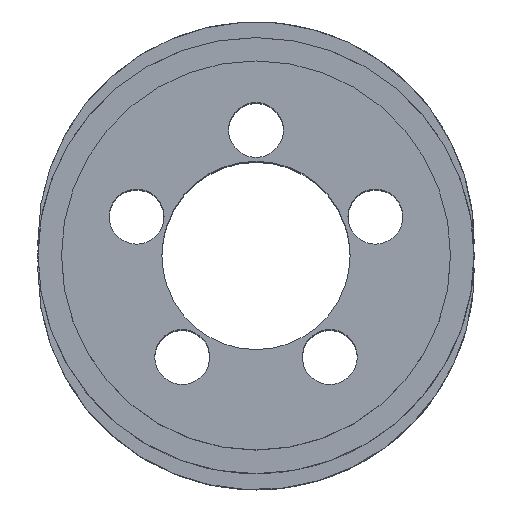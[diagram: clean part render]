
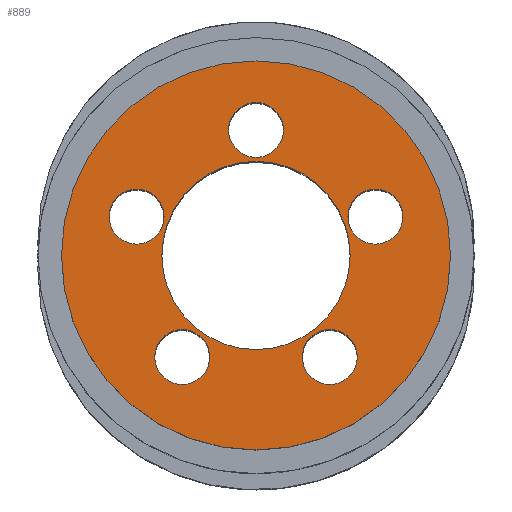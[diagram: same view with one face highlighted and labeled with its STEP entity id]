
A CAD part, top view. The second image highlights one B-rep face of the part: STEP entity #889.
In plain terms, the highlighted planar face has unit normal (0, 0, 1).
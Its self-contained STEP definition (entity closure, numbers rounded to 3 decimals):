
#63=FACE_BOUND('',#210,.T.);
#64=FACE_BOUND('',#211,.T.);
#65=FACE_BOUND('',#212,.T.);
#66=FACE_BOUND('',#213,.T.);
#67=FACE_BOUND('',#214,.T.);
#68=FACE_BOUND('',#215,.T.);
#103=PLANE('',#1036);
#138=FACE_OUTER_BOUND('',#209,.T.);
#209=EDGE_LOOP('',(#717));
#210=EDGE_LOOP('',(#718));
#211=EDGE_LOOP('',(#719));
#212=EDGE_LOOP('',(#720));
#213=EDGE_LOOP('',(#721));
#214=EDGE_LOOP('',(#722));
#215=EDGE_LOOP('',(#723));
#369=CIRCLE('',#1023,1.75);
#370=CIRCLE('',#1025,1.75);
#371=CIRCLE('',#1027,1.75);
#372=CIRCLE('',#1029,1.75);
#373=CIRCLE('',#1031,6.);
#374=CIRCLE('',#1033,1.75);
#375=CIRCLE('',#1035,12.4);
#445=VERTEX_POINT('',#1521);
#446=VERTEX_POINT('',#1525);
#447=VERTEX_POINT('',#1529);
#448=VERTEX_POINT('',#1533);
#449=VERTEX_POINT('',#1537);
#450=VERTEX_POINT('',#1541);
#451=VERTEX_POINT('',#1545);
#534=EDGE_CURVE('',#445,#445,#369,.T.);
#536=EDGE_CURVE('',#446,#446,#370,.T.);
#538=EDGE_CURVE('',#447,#447,#371,.T.);
#540=EDGE_CURVE('',#448,#448,#372,.T.);
#542=EDGE_CURVE('',#449,#449,#373,.T.);
#544=EDGE_CURVE('',#450,#450,#374,.T.);
#546=EDGE_CURVE('',#451,#451,#375,.T.);
#717=ORIENTED_EDGE('',*,*,#546,.T.);
#718=ORIENTED_EDGE('',*,*,#544,.T.);
#719=ORIENTED_EDGE('',*,*,#542,.T.);
#720=ORIENTED_EDGE('',*,*,#540,.T.);
#721=ORIENTED_EDGE('',*,*,#538,.T.);
#722=ORIENTED_EDGE('',*,*,#536,.T.);
#723=ORIENTED_EDGE('',*,*,#534,.T.);
#889=ADVANCED_FACE('',(#138,#63,#64,#65,#66,#67,#68),#103,.T.);
#1023=AXIS2_PLACEMENT_3D('',#1522,#1235,#1236);
#1025=AXIS2_PLACEMENT_3D('',#1526,#1240,#1241);
#1027=AXIS2_PLACEMENT_3D('',#1530,#1245,#1246);
#1029=AXIS2_PLACEMENT_3D('',#1534,#1250,#1251);
#1031=AXIS2_PLACEMENT_3D('',#1538,#1255,#1256);
#1033=AXIS2_PLACEMENT_3D('',#1542,#1260,#1261);
#1035=AXIS2_PLACEMENT_3D('',#1546,#1265,#1266);
#1036=AXIS2_PLACEMENT_3D('',#1548,#1268,#1269);
#1235=DIRECTION('center_axis',(0.,0.,-1.));
#1236=DIRECTION('ref_axis',(1.,0.,0.));
#1240=DIRECTION('center_axis',(0.,0.,-1.));
#1241=DIRECTION('ref_axis',(1.,0.,0.));
#1245=DIRECTION('center_axis',(0.,0.,-1.));
#1246=DIRECTION('ref_axis',(1.,0.,0.));
#1250=DIRECTION('center_axis',(0.,0.,-1.));
#1251=DIRECTION('ref_axis',(1.,0.,0.));
#1255=DIRECTION('center_axis',(0.,0.,-1.));
#1256=DIRECTION('ref_axis',(1.,0.,0.));
#1260=DIRECTION('center_axis',(0.,0.,-1.));
#1261=DIRECTION('ref_axis',(1.,0.,0.));
#1265=DIRECTION('center_axis',(0.,0.,1.));
#1266=DIRECTION('ref_axis',(1.,0.,0.));
#1268=DIRECTION('center_axis',(0.,0.,1.));
#1269=DIRECTION('ref_axis',(1.,0.,0.));
#1521=CARTESIAN_POINT('',(5.858,2.472,7.));
#1522=CARTESIAN_POINT('Origin',(7.608,2.472,7.));
#1525=CARTESIAN_POINT('',(2.952,-6.472,7.));
#1526=CARTESIAN_POINT('Origin',(4.702,-6.472,7.));
#1529=CARTESIAN_POINT('',(-6.452,-6.472,7.));
#1530=CARTESIAN_POINT('Origin',(-4.702,-6.472,7.));
#1533=CARTESIAN_POINT('',(-9.358,2.472,7.));
#1534=CARTESIAN_POINT('Origin',(-7.608,2.472,7.));
#1537=CARTESIAN_POINT('',(-6.,0.,7.));
#1538=CARTESIAN_POINT('Origin',(0.,0.,7.));
#1541=CARTESIAN_POINT('',(-1.75,8.,7.));
#1542=CARTESIAN_POINT('Origin',(0.,8.,7.));
#1545=CARTESIAN_POINT('',(-12.4,0.,7.));
#1546=CARTESIAN_POINT('Origin',(0.,0.,7.));
#1548=CARTESIAN_POINT('Origin',(0.,0.,7.));
